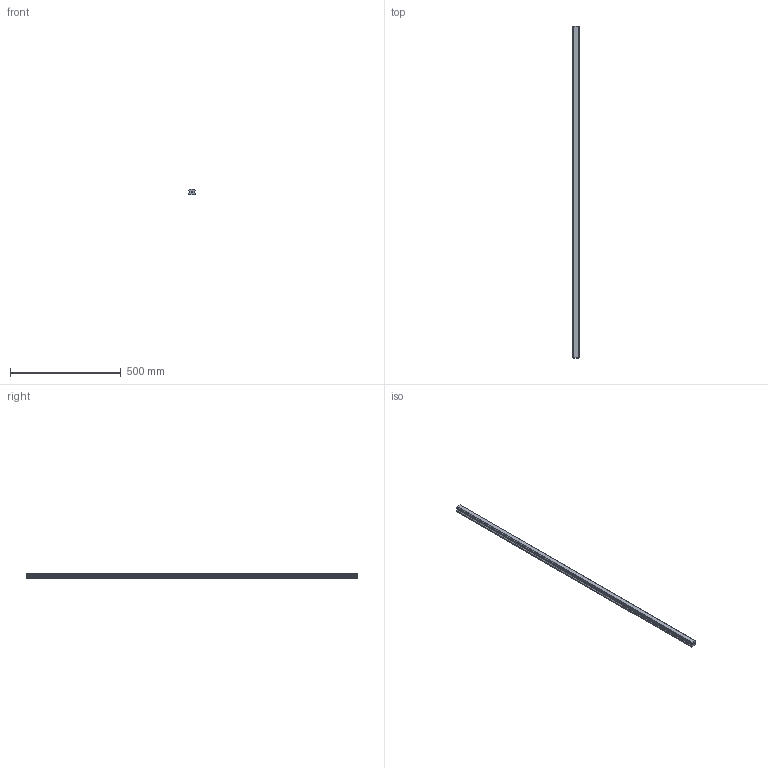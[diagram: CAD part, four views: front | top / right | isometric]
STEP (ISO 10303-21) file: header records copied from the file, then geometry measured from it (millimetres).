
FILE_DESCRIPTION(('STEP AP214'),'1');
FILE_NAME('cctmp_468DB96C-C49C-46A9-B871-1A6828553500_2021_01_26_14_27_31_0699..stp','2021-01-26T13:27:31',('HIWIN GmbH'),('CADClick - www.CADClick.com'),'Spatial InterOp 3D',' ','unknown authorization');
FILE_SCHEMA(('AUTOMOTIVE_DESIGN'));
Length unit declared in the file: millimetre
Products named in the file (1): HGR30T1500C_FILE
Bounding box: 28 x 1500 x 26 mm (x, y, z)
Volume: 909807.6 mm3; surface area: 173253.2 mm2
Topology: 1 solids, 1 shells, 191 faces, 517 edges, 313 vertices
Faces by surface type: plane 93, cylinder 60, cone 38
Entity records: 7233 total; most frequent: CARTESIAN_POINT 984, DIRECTION 983, ORIENTED_EDGE 958, EDGE_CURVE 479, LINE 359, VECTOR 359, VERTEX_POINT 313, AXIS2_PLACEMENT_3D 312
